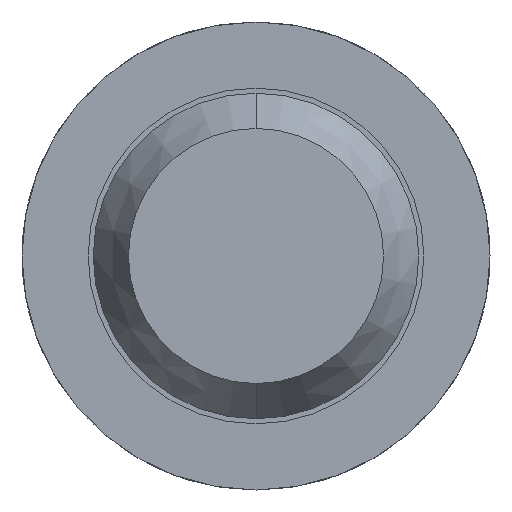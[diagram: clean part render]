
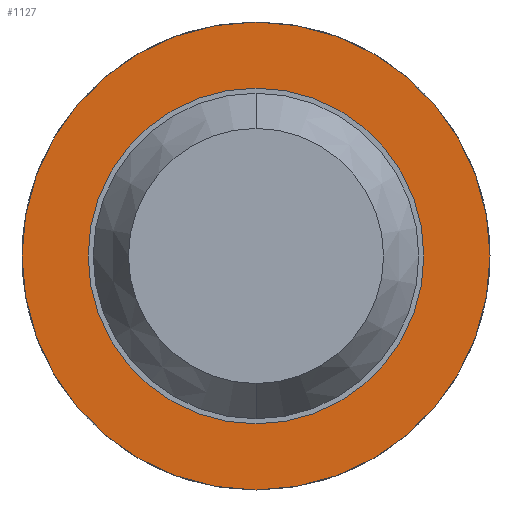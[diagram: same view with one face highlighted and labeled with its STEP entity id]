
A CAD part, front view. The second image highlights one B-rep face of the part: STEP entity #1127.
In plain terms, the highlighted planar face has unit normal (0, -1, 0).
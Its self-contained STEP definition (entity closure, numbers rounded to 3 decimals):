
#340 = DIRECTION ( 'NONE',  ( 0., 0., 1. ) ) ;
#565 = CARTESIAN_POINT ( 'NONE',  ( 0., -1.7, -1.15 ) ) ;
#584 = DIRECTION ( 'NONE',  ( 0., 1., 0. ) ) ;
#715 = AXIS2_PLACEMENT_3D ( 'NONE', #2752, #584, #2161 ) ;
#749 = CARTESIAN_POINT ( 'NONE',  ( 0., -1.7, 1.15 ) ) ;
#776 = DIRECTION ( 'NONE',  ( 0., 0., 1. ) ) ;
#800 = FACE_OUTER_BOUND ( 'NONE', #3156, .T. ) ;
#848 = EDGE_CURVE ( 'Defeature ausgef�hrt1_7+Defeature ausgef�hrt1_6+Defeature ausgef�hrt1_6+Defeature ausgef�hrt1_6', #1913, #2582, #3939, .T. ) ;
#1040 = CIRCLE ( 'NONE', #2116, 0.825 ) ;
#1081 = PLANE ( 'NONE',  #1697 ) ;
#1094 = EDGE_LOOP ( 'NONE', ( #2968, #1633 ) ) ;
#1127 = ADVANCED_FACE ( 'Defeature ausgef�hrt1_7', ( #800, #1785 ), #1081, .F. ) ;
#1136 = CIRCLE ( 'NONE', #3820, 1.15 ) ;
#1161 = VERTEX_POINT ( 'NONE', #749 ) ;
#1213 = CARTESIAN_POINT ( 'NONE',  ( 0., -1.7, 0. ) ) ;
#1263 = DIRECTION ( 'NONE',  ( 0., 1., 0. ) ) ;
#1403 = DIRECTION ( 'NONE',  ( 0., 0., 1. ) ) ;
#1633 = ORIENTED_EDGE ( 'NONE', *, *, #848, .T. ) ;
#1663 = CARTESIAN_POINT ( 'NONE',  ( 0., -1.7, -0.825 ) ) ;
#1697 = AXIS2_PLACEMENT_3D ( 'NONE', #1730, #2613, #776 ) ;
#1730 = CARTESIAN_POINT ( 'NONE',  ( 0.825, -1.7, 0. ) ) ;
#1785 = FACE_BOUND ( 'NONE', #1094, .T. ) ;
#1835 = ORIENTED_EDGE ( 'NONE', *, *, #2423, .F. ) ;
#1889 = DIRECTION ( 'NONE',  ( 0., 1., 0. ) ) ;
#1913 = VERTEX_POINT ( 'NONE', #1663 ) ;
#2116 = AXIS2_PLACEMENT_3D ( 'NONE', #3122, #1263, #3707 ) ;
#2156 = DIRECTION ( 'NONE',  ( 0., 1., 0. ) ) ;
#2161 = DIRECTION ( 'NONE',  ( 0., 0., 1. ) ) ;
#2170 = CIRCLE ( 'NONE', #2474, 1.15 ) ;
#2423 = EDGE_CURVE ( 'Defeature ausgef�hrt1_0+Defeature ausgef�hrt1_7+Defeature ausgef�hrt1_7+Defeature ausgef�hrt1_7', #2429, #1161, #1136, .T. ) ;
#2429 = VERTEX_POINT ( 'NONE', #565 ) ;
#2474 = AXIS2_PLACEMENT_3D ( 'NONE', #1213, #1889, #1403 ) ;
#2582 = VERTEX_POINT ( 'NONE', #3875 ) ;
#2613 = DIRECTION ( 'NONE',  ( 0., 1., 0. ) ) ;
#2752 = CARTESIAN_POINT ( 'NONE',  ( 0., -1.7, 0. ) ) ;
#2759 = EDGE_CURVE ( 'Defeature ausgef�hrt1_0+Defeature ausgef�hrt1_7+Defeature ausgef�hrt1_7+Defeature ausgef�hrt1_7', #1161, #2429, #2170, .T. ) ;
#2968 = ORIENTED_EDGE ( 'NONE', *, *, #3645, .T. ) ;
#3024 = ORIENTED_EDGE ( 'NONE', *, *, #2759, .F. ) ;
#3122 = CARTESIAN_POINT ( 'NONE',  ( 0., -1.7, 0. ) ) ;
#3156 = EDGE_LOOP ( 'NONE', ( #3024, #1835 ) ) ;
#3386 = CARTESIAN_POINT ( 'NONE',  ( 0., -1.7, 0. ) ) ;
#3645 = EDGE_CURVE ( 'Defeature ausgef�hrt1_7+Defeature ausgef�hrt1_6+Defeature ausgef�hrt1_6+Defeature ausgef�hrt1_6', #2582, #1913, #1040, .T. ) ;
#3707 = DIRECTION ( 'NONE',  ( 0., 0., 1. ) ) ;
#3820 = AXIS2_PLACEMENT_3D ( 'NONE', #3386, #2156, #340 ) ;
#3875 = CARTESIAN_POINT ( 'NONE',  ( 0., -1.7, 0.825 ) ) ;
#3939 = CIRCLE ( 'NONE', #715, 0.825 ) ;
